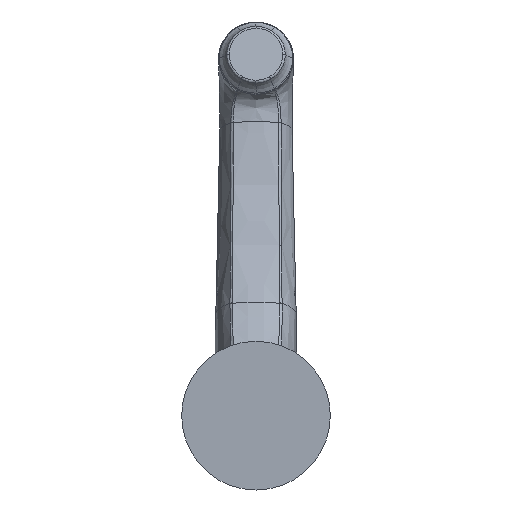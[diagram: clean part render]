
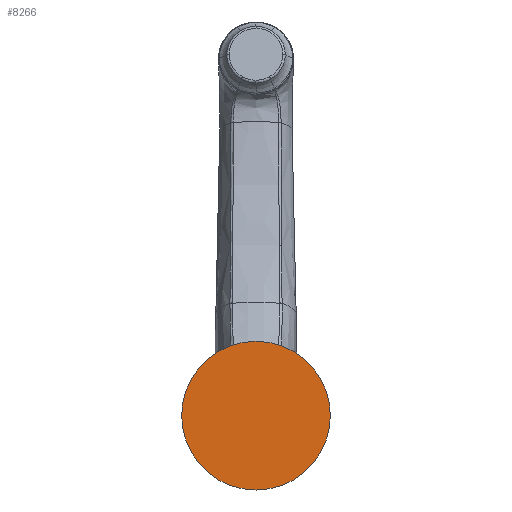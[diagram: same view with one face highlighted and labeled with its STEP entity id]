
A CAD part, front view. The second image highlights one B-rep face of the part: STEP entity #8266.
In plain terms, the highlighted planar face has unit normal (0, -1, 0).
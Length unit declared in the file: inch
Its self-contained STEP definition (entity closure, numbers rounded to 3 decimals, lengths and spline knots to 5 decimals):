
#1683=CARTESIAN_POINT('',(0.,-2.766,0.));
#1684=DIRECTION('',(0.,-1.,0.));
#1685=DIRECTION('',(0.,0.,-1.));
#1686=AXIS2_PLACEMENT_3D('',#1683,#1684,#1685);
#2131=CARTESIAN_POINT('',(0.,-2.766,0.));
#2132=DIRECTION('',(0.,1.,0.));
#2133=DIRECTION('',(0.,0.,-1.));
#2134=AXIS2_PLACEMENT_3D('',#2131,#2132,#2133);
#4490=CARTESIAN_POINT('',(0.,-2.766,-1.15));
#4491=CARTESIAN_POINT('',(0.,-2.766,1.15));
#4492=VERTEX_POINT('',#4490);
#4493=VERTEX_POINT('',#4491);
#8257=CARTESIAN_POINT('',(0.,-2.766,0.));
#8258=DIRECTION('',(0.,-1.,0.));
#8259=DIRECTION('',(0.,0.,1.));
#8260=AXIS2_PLACEMENT_3D('',#8257,#8258,#8259);
#8261=PLANE('',#8260);
#8262=ORIENTED_EDGE('',*,*,#8233,.T.);
#8263=ORIENTED_EDGE('',*,*,#7523,.F.);
#8264=EDGE_LOOP('',(#8262,#8263));
#8265=FACE_OUTER_BOUND('',#8264,.F.);
#1687=CIRCLE('',#1686,1.15);
#2135=CIRCLE('',#2134,1.15);
#7523=EDGE_CURVE('',#4492,#4493,#1687,.T.);
#8233=EDGE_CURVE('',#4492,#4493,#2135,.T.);
#8266=ADVANCED_FACE('',(#8265),#8261,.T.);
